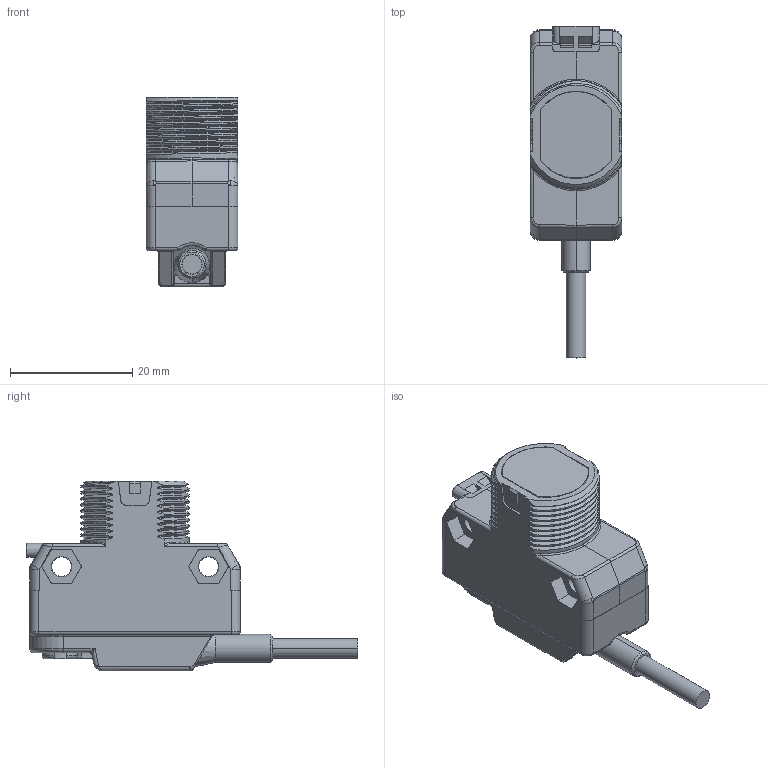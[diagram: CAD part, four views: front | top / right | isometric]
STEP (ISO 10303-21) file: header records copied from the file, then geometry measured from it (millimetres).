
FILE_DESCRIPTION((''),'2;1');
FILE_NAME('139700_SM01_ASM','2022-10-13T11:19:53',('PDMAdmin'),('BANNER ENGINEERING'),'CREO PARAMETRIC BY PTC INC, 2019292','CREO PARAMETRIC BY PTC INC, 2019292','');
FILE_SCHEMA(('CONFIG_CONTROL_DESIGN'));
Products named in the file (3): 139700_EP01; ASSEMBLY_55816; 139700_SM01_ASM
Assembly tree (2 placements, depth 2):
  139700_SM01_ASM
    139700_EP01
    ASSEMBLY_55816
Bounding box: 15 x 54.39 x 31.12 mm (x, y, z)
Volume: 11193.9 mm3; surface area: 4675.3 mm2
Topology: 2 solids, 2 shells, 445 faces, 1126 edges, 704 vertices
Faces by surface type: plane 167, cylinder 124, bspline 105, cone 24, torus 17, sphere 8
Entity records: 19908 total; most frequent: CARTESIAN_POINT 9931, ORIENTED_EDGE 2248, DIRECTION 1738, EDGE_CURVE 1124, VERTEX_POINT 704, VECTOR 584, LINE 584, AXIS2_PLACEMENT_3D 577
